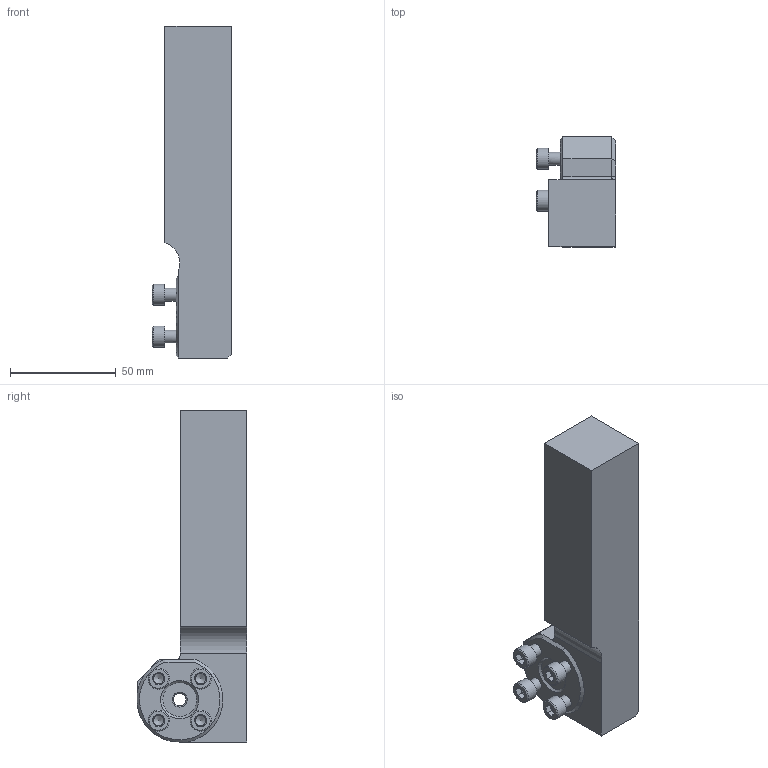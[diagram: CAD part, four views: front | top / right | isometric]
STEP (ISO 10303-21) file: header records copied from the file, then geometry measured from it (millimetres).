
FILE_DESCRIPTION(/* description */ (''),/* implementation_level */ '2;1');
FILE_NAME(/* name */ '1535447635064.stp',/* time_stamp */ '2018-08-28T14:44:05+05:00',/* author */ (''),/* organization */ ('SMS'),/* preprocessor_version */ 'ST-DEVELOPER v15',/* originating_system */ 'SIEMENS PLM Software NX 8.5',/* authorisation */ '');
FILE_SCHEMA (('AUTOMOTIVE_DESIGN { 1 0 10303 214 3 1 1 1 }'));
Length unit declared in the file: millimetre
Products named in the file (1): 201781033mod000_00
Bounding box: 37.6 x 51.9 x 156.7 mm (x, y, z)
Volume: 163829.9 mm3; surface area: 25116 mm2
Topology: 1 solids, 1 shells, 92 faces, 230 edges, 155 vertices
Faces by surface type: plane 59, cone 18, cylinder 15
Full cylindrical faces by diameter (mm): 6 x5, 6.009 x1, 8.7 x1, 10 x4
Entity records: 2576 total; most frequent: CARTESIAN_POINT 536, DIRECTION 393, ORIENTED_EDGE 372, EDGE_CURVE 186, AXIS2_PLACEMENT_3D 145, VERTEX_POINT 139, EDGE_LOOP 133, LINE 103
